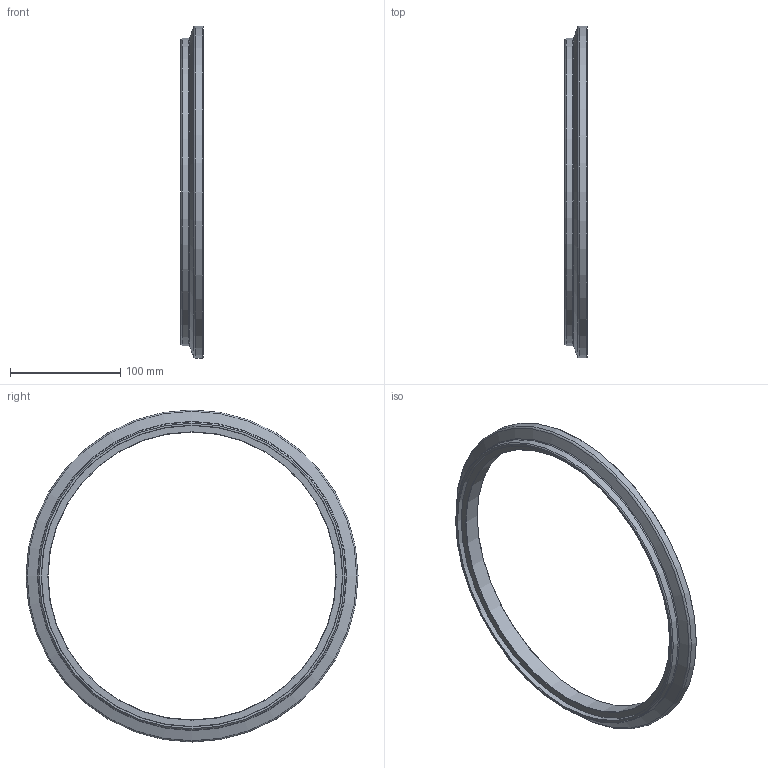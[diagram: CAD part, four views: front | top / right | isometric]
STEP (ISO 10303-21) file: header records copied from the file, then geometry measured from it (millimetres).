
FILE_DESCRIPTION(/* description */ (''),/* implementation_level */ '2;1');
FILE_NAME(/* name */ '32.250003.210.325',/* time_stamp */ '2018-10-08T14:14:48+02:00',/* author */ ('Murat Coskun Bicak'),/* organization */ ('Evac AG'),/* preprocessor_version */ 'ST-DEVELOPER v16.7',/* originating_system */ 'DEX',/* authorisation */ $);
FILE_SCHEMA (('AUTOMOTIVE_DESIGN {1 0 10303 214 3 1 1}'));
Length unit declared in the file: millimetre
Products named in the file (1): 32.250003.210.325
Bounding box: 20 x 301 x 301 mm (x, y, z)
Volume: 227951.4 mm3; surface area: 65401.9 mm2
Topology: 1 solids, 1 shells, 15 faces, 30 edges, 18 vertices
Faces by surface type: cone 6, cylinder 4, plane 3, torus 2
Full cylindrical faces by diameter (mm): 261 x1, 273 x1, 279 x1, 301 x1
Entity records: 338 total; most frequent: DIRECTION 62, CARTESIAN_POINT 46, AXIS2_PLACEMENT_3D 31, ORIENTED_EDGE 30, EDGE_LOOP 30, FACE_BOUND 30, EDGE_CURVE 15, VERTEX_POINT 15
